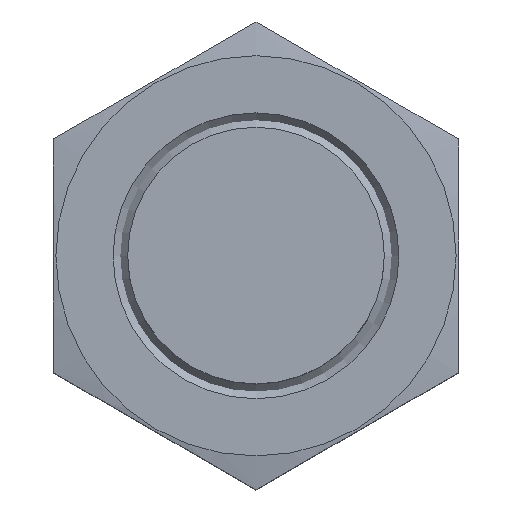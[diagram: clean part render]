
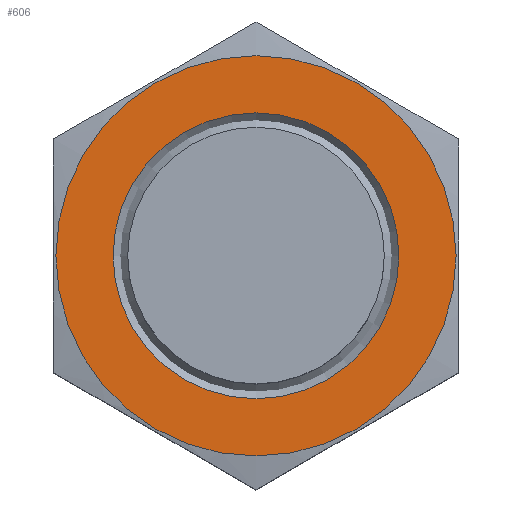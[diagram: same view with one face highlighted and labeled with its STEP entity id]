
A CAD part, top view. The second image highlights one B-rep face of the part: STEP entity #606.
In plain terms, the highlighted face is planar.
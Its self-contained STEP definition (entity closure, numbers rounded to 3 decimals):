
#59=PLANE('',#711);
#206=ORIENTED_EDGE('',*,*,#293,.F.);
#207=ORIENTED_EDGE('',*,*,#286,.T.);
#286=EDGE_CURVE('',#346,#346,#386,.T.);
#293=EDGE_CURVE('',#353,#353,#387,.T.);
#346=VERTEX_POINT('',#1106);
#353=VERTEX_POINT('',#1145);
#386=CIRCLE('',#710,8.4);
#387=CIRCLE('',#712,6.);
#458=EDGE_LOOP('',(#206));
#459=EDGE_LOOP('',(#207));
#540=FACE_BOUND('',#458,.T.);
#541=FACE_BOUND('',#459,.T.);
#606=ADVANCED_FACE('',(#540,#541),#59,.F.);
#710=AXIS2_PLACEMENT_3D('',#1105,#872,#873);
#711=AXIS2_PLACEMENT_3D('',#1143,#874,#875);
#712=AXIS2_PLACEMENT_3D('',#1144,#876,#877);
#872=DIRECTION('',(1.,0.,0.));
#873=DIRECTION('',(0.,0.,-1.));
#874=DIRECTION('',(-1.,0.,0.));
#875=DIRECTION('',(0.,0.,1.));
#876=DIRECTION('',(1.,0.,0.));
#877=DIRECTION('',(0.,0.,-1.));
#1105=CARTESIAN_POINT('',(4.,0.,0.));
#1106=CARTESIAN_POINT('',(4.,0.,-8.4));
#1143=CARTESIAN_POINT('',(4.,8.4,0.));
#1144=CARTESIAN_POINT('',(4.,0.,0.));
#1145=CARTESIAN_POINT('',(4.,0.,-6.));
